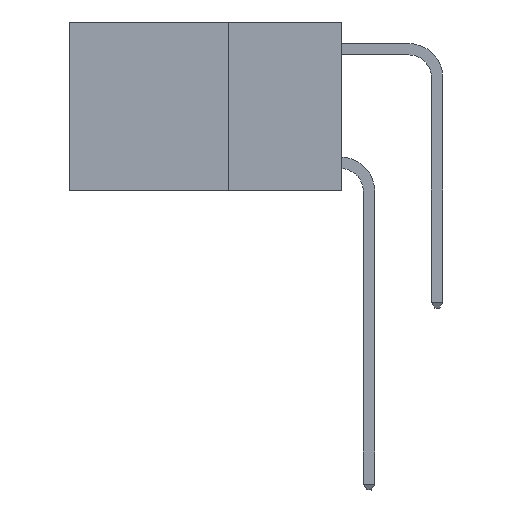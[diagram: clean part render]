
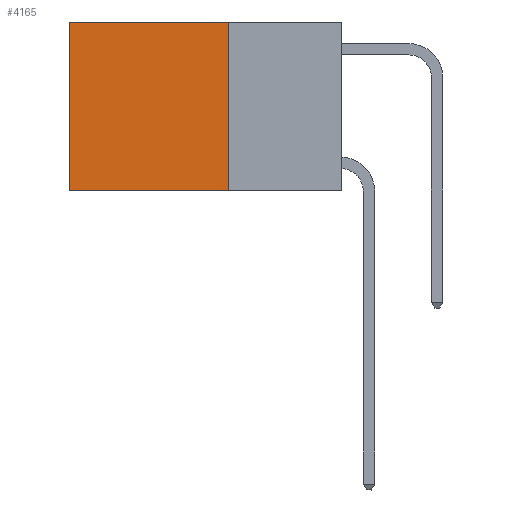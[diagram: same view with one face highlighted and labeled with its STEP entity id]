
A CAD part, left-side view. The second image highlights one B-rep face of the part: STEP entity #4165.
In plain terms, the highlighted planar face has unit normal (-1, 0, 0).
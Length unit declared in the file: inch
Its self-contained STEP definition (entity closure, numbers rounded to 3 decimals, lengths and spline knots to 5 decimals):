
#176 = VECTOR ( 'NONE', #9195, 39.37008 ) ;
#411 = DIRECTION ( 'NONE',  ( 0., 0., -1. ) ) ;
#443 = CARTESIAN_POINT ( 'NONE',  ( 0.2625, 0.25, -0.37 ) ) ;
#992 = LINE ( 'NONE', #25546, #5224 ) ;
#2451 = CARTESIAN_POINT ( 'NONE',  ( 0.2625, 0.25, 0. ) ) ;
#3730 = EDGE_CURVE ( 'NONE', #24542, #11878, #4873, .T. ) ;
#4100 = EDGE_CURVE ( 'NONE', #18223, #24542, #18029, .T. ) ;
#4165 = ADVANCED_FACE ( 'NONE', ( #15610 ), #9295, .F. ) ;
#4213 = EDGE_LOOP ( 'NONE', ( #14798, #11985, #24140, #26790 ) ) ;
#4873 = LINE ( 'NONE', #443, #176 ) ;
#5224 = VECTOR ( 'NONE', #20940, 39.37008 ) ;
#6713 = CARTESIAN_POINT ( 'NONE',  ( 0.2625, 0.25, 0. ) ) ;
#7268 = LINE ( 'NONE', #6713, #27265 ) ;
#8198 = CARTESIAN_POINT ( 'NONE',  ( 0.2625, 0.25, -0.37 ) ) ;
#9195 = DIRECTION ( 'NONE',  ( 0., 1., 0. ) ) ;
#9295 = PLANE ( 'NONE',  #16213 ) ;
#10025 = CARTESIAN_POINT ( 'NONE',  ( 0.2625, 0.6, 0. ) ) ;
#11293 = DIRECTION ( 'NONE',  ( 0., 0., -1. ) ) ;
#11549 = DIRECTION ( 'NONE',  ( 0., 1., 0. ) ) ;
#11878 = VERTEX_POINT ( 'NONE', #25586 ) ;
#11985 = ORIENTED_EDGE ( 'NONE', *, *, #3730, .F. ) ;
#13597 = DIRECTION ( 'NONE',  ( 1., 0., 0. ) ) ;
#14798 = ORIENTED_EDGE ( 'NONE', *, *, #21523, .T. ) ;
#15610 = FACE_OUTER_BOUND ( 'NONE', #4213, .T. ) ;
#16213 = AXIS2_PLACEMENT_3D ( 'NONE', #22216, #13597, #411 ) ;
#18029 = LINE ( 'NONE', #20188, #20804 ) ;
#18223 = VERTEX_POINT ( 'NONE', #2451 ) ;
#20188 = CARTESIAN_POINT ( 'NONE',  ( 0.2625, 0.25, 0. ) ) ;
#20450 = EDGE_CURVE ( 'NONE', #18223, #23605, #7268, .T. ) ;
#20804 = VECTOR ( 'NONE', #11293, 39.37008 ) ;
#20940 = DIRECTION ( 'NONE',  ( 0., 0., -1. ) ) ;
#21523 = EDGE_CURVE ( 'NONE', #23605, #11878, #992, .T. ) ;
#22216 = CARTESIAN_POINT ( 'NONE',  ( 0.2625, 0.25, 0. ) ) ;
#23605 = VERTEX_POINT ( 'NONE', #10025 ) ;
#24140 = ORIENTED_EDGE ( 'NONE', *, *, #4100, .F. ) ;
#24542 = VERTEX_POINT ( 'NONE', #8198 ) ;
#25546 = CARTESIAN_POINT ( 'NONE',  ( 0.2625, 0.6, 0. ) ) ;
#25586 = CARTESIAN_POINT ( 'NONE',  ( 0.2625, 0.6, -0.37 ) ) ;
#26790 = ORIENTED_EDGE ( 'NONE', *, *, #20450, .T. ) ;
#27265 = VECTOR ( 'NONE', #11549, 39.37008 ) ;
